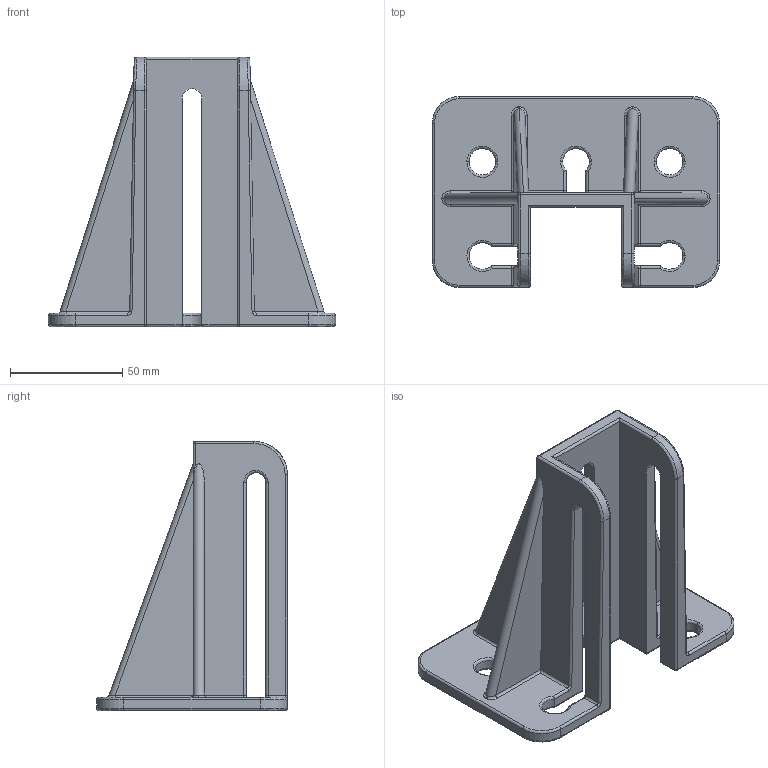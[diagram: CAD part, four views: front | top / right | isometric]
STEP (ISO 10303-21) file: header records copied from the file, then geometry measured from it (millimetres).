
FILE_DESCRIPTION (( 'STEP AP203' ), '1' );
FILE_NAME ('162889.step', '2023-01-11T15:15:47', ( '' ), ( '' ), 'SwSTEP 2.0', 'SolidWorks 2021', '' );
FILE_SCHEMA (( 'CONFIG_CONTROL_DESIGN' ));
Length unit declared in the file: inch
Products named in the file (1): 162889
Bounding box: 128 x 85 x 120 mm (x, y, z)
Volume: 158846.5 mm3; surface area: 60995.7 mm2
Topology: 1 solids, 1 shells, 172 faces, 427 edges, 247 vertices
Faces by surface type: cylinder 85, bspline 59, plane 28
Entity records: 7014 total; most frequent: CARTESIAN_POINT 3334, ORIENTED_EDGE 846, DIRECTION 667, EDGE_CURVE 423, VERTEX_POINT 247, AXIS2_PLACEMENT_3D 246, EDGE_LOOP 176, VECTOR 175
